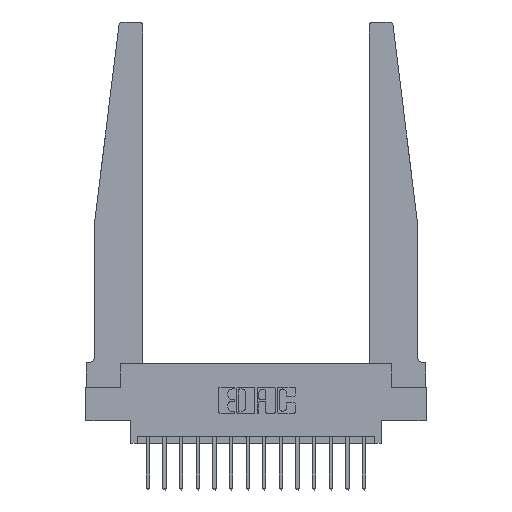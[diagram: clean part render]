
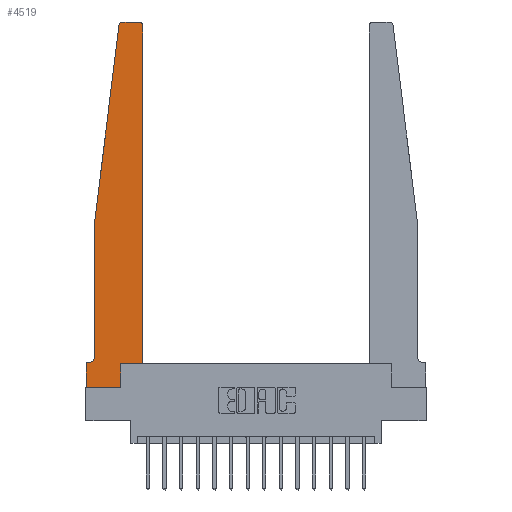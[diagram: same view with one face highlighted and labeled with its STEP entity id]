
A CAD part, top view. The second image highlights one B-rep face of the part: STEP entity #4519.
In plain terms, the highlighted planar face has unit normal (0, 0, 1).
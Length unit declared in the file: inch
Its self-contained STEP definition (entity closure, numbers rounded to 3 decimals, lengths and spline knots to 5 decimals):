
#65 = PLANE ( 'NONE',  #505 ) ;
#146 = CARTESIAN_POINT ( 'NONE',  ( 0.27653, 2.72, 0.37 ) ) ;
#252 = LINE ( 'NONE', #7813, #7156 ) ;
#261 = ORIENTED_EDGE ( 'NONE', *, *, #13553, .T. ) ;
#505 = AXIS2_PLACEMENT_3D ( 'NONE', #6934, #2830, #12486 ) ;
#546 = CARTESIAN_POINT ( 'NONE',  ( 0.27653, 2.75, 0.37 ) ) ;
#552 = LINE ( 'NONE', #6059, #14766 ) ;
#639 = VERTEX_POINT ( 'NONE', #15625 ) ;
#845 = EDGE_CURVE ( 'NONE', #1929, #16167, #13710, .T. ) ;
#850 = CARTESIAN_POINT ( 'NONE',  ( 0.065, 1.25, 0.37 ) ) ;
#852 = CARTESIAN_POINT ( 'NONE',  ( 0., 0., 0.37 ) ) ;
#943 = ORIENTED_EDGE ( 'NONE', *, *, #9186, .T. ) ;
#987 = VERTEX_POINT ( 'NONE', #3915 ) ;
#1254 = DIRECTION ( 'NONE',  ( 0., 1., 0. ) ) ;
#1531 = DIRECTION ( 'NONE',  ( 1., 0., 0. ) ) ;
#1642 = CARTESIAN_POINT ( 'NONE',  ( 0.2605, 0.18, 0.37 ) ) ;
#1707 = DIRECTION ( 'NONE',  ( 0., 0., 1. ) ) ;
#1929 = VERTEX_POINT ( 'NONE', #10347 ) ;
#2566 = VERTEX_POINT ( 'NONE', #1642 ) ;
#2830 = DIRECTION ( 'NONE',  ( 0., 0., 1. ) ) ;
#3431 = LINE ( 'NONE', #10885, #10340 ) ;
#3545 = CARTESIAN_POINT ( 'NONE',  ( 0.065, 1.25, 0.37 ) ) ;
#3632 = EDGE_CURVE ( 'NONE', #987, #2566, #252, .T. ) ;
#3790 = VECTOR ( 'NONE', #11421, 39.37008 ) ;
#3862 = CARTESIAN_POINT ( 'NONE',  ( 0.015, 0.2375, 0.37 ) ) ;
#3915 = CARTESIAN_POINT ( 'NONE',  ( 0.2605, 0., 0.37 ) ) ;
#4048 = CIRCLE ( 'NONE', #12829, 0.03 ) ;
#4221 = ORIENTED_EDGE ( 'NONE', *, *, #845, .T. ) ;
#4519 = ADVANCED_FACE ( 'NONE', ( #5625 ), #65, .T. ) ;
#4553 = VERTEX_POINT ( 'NONE', #9761 ) ;
#4561 = CARTESIAN_POINT ( 'NONE',  ( 0.425, 2.72, 0.37 ) ) ;
#4715 = LINE ( 'NONE', #850, #7932 ) ;
#5167 = EDGE_CURVE ( 'NONE', #14631, #10172, #3431, .T. ) ;
#5265 = DIRECTION ( 'NONE',  ( -1., 0., 0. ) ) ;
#5269 = CARTESIAN_POINT ( 'NONE',  ( 0.425, 0.18, 0.37 ) ) ;
#5298 = VERTEX_POINT ( 'NONE', #5719 ) ;
#5624 = ORIENTED_EDGE ( 'NONE', *, *, #8975, .T. ) ;
#5625 = FACE_OUTER_BOUND ( 'NONE', #15156, .T. ) ;
#5697 = VECTOR ( 'NONE', #10487, 39.37008 ) ;
#5719 = CARTESIAN_POINT ( 'NONE',  ( 0., 0.1875, 0.37 ) ) ;
#6059 = CARTESIAN_POINT ( 'NONE',  ( 0.065, 0.1875, 0.37 ) ) ;
#6435 = DIRECTION ( 'NONE',  ( 0., 1., 0. ) ) ;
#6526 = AXIS2_PLACEMENT_3D ( 'NONE', #3862, #13503, #5265 ) ;
#6934 = CARTESIAN_POINT ( 'NONE',  ( 0., 0.1875, 0.37 ) ) ;
#7156 = VECTOR ( 'NONE', #6435, 39.37008 ) ;
#7323 = ORIENTED_EDGE ( 'NONE', *, *, #14458, .T. ) ;
#7436 = LINE ( 'NONE', #5269, #13882 ) ;
#7813 = CARTESIAN_POINT ( 'NONE',  ( 0.2605, 0.18, 0.37 ) ) ;
#7932 = VECTOR ( 'NONE', #10483, 39.37008 ) ;
#8066 = CIRCLE ( 'NONE', #14732, 0.03 ) ;
#8090 = ORIENTED_EDGE ( 'NONE', *, *, #13115, .T. ) ;
#8975 = EDGE_CURVE ( 'NONE', #10172, #1929, #4048, .T. ) ;
#9186 = EDGE_CURVE ( 'NONE', #4553, #17688, #4715, .T. ) ;
#9339 = VECTOR ( 'NONE', #13187, 39.37008 ) ;
#9398 = CARTESIAN_POINT ( 'NONE',  ( 0.425, 0.18, 0.37 ) ) ;
#9761 = CARTESIAN_POINT ( 'NONE',  ( 0.24675, 2.72367, 0.37 ) ) ;
#9780 = DIRECTION ( 'NONE',  ( 0., 0., 1. ) ) ;
#9864 = ORIENTED_EDGE ( 'NONE', *, *, #3632, .T. ) ;
#9936 = CARTESIAN_POINT ( 'NONE',  ( 0.395, 2.72, 0.37 ) ) ;
#10154 = EDGE_CURVE ( 'NONE', #5298, #15618, #11570, .T. ) ;
#10172 = VERTEX_POINT ( 'NONE', #4561 ) ;
#10340 = VECTOR ( 'NONE', #1254, 39.37008 ) ;
#10347 = CARTESIAN_POINT ( 'NONE',  ( 0.395, 2.75, 0.37 ) ) ;
#10483 = DIRECTION ( 'NONE',  ( -0.122, -0.992, 0. ) ) ;
#10487 = DIRECTION ( 'NONE',  ( 1., 0., 0. ) ) ;
#10494 = DIRECTION ( 'NONE',  ( -1., 0., 0. ) ) ;
#10704 = ORIENTED_EDGE ( 'NONE', *, *, #12805, .T. ) ;
#10884 = ORIENTED_EDGE ( 'NONE', *, *, #11218, .T. ) ;
#10885 = CARTESIAN_POINT ( 'NONE',  ( 0.425, 0.18, 0.37 ) ) ;
#11034 = ORIENTED_EDGE ( 'NONE', *, *, #10154, .T. ) ;
#11170 = CARTESIAN_POINT ( 'NONE',  ( 0.015, 0.1875, 0.37 ) ) ;
#11218 = EDGE_CURVE ( 'NONE', #2566, #14631, #7436, .T. ) ;
#11342 = DIRECTION ( 'NONE',  ( 1., 0., 0. ) ) ;
#11421 = DIRECTION ( 'NONE',  ( 0., -1., 0. ) ) ;
#11570 = LINE ( 'NONE', #16911, #3790 ) ;
#11602 = DIRECTION ( 'NONE',  ( -1., 0., 0. ) ) ;
#11848 = EDGE_CURVE ( 'NONE', #15618, #987, #12589, .T. ) ;
#12486 = DIRECTION ( 'NONE',  ( 1., 0., 0. ) ) ;
#12569 = LINE ( 'NONE', #3545, #9339 ) ;
#12589 = LINE ( 'NONE', #852, #5697 ) ;
#12805 = EDGE_CURVE ( 'NONE', #16901, #5298, #552, .T. ) ;
#12829 = AXIS2_PLACEMENT_3D ( 'NONE', #9936, #1707, #11342 ) ;
#13115 = EDGE_CURVE ( 'NONE', #639, #16901, #14547, .T. ) ;
#13187 = DIRECTION ( 'NONE',  ( 0., -1., 0. ) ) ;
#13503 = DIRECTION ( 'NONE',  ( 0., 0., -1. ) ) ;
#13553 = EDGE_CURVE ( 'NONE', #16167, #4553, #8066, .T. ) ;
#13710 = LINE ( 'NONE', #17369, #17388 ) ;
#13882 = VECTOR ( 'NONE', #16292, 39.37008 ) ;
#14416 = CARTESIAN_POINT ( 'NONE',  ( 0., 0., 0.37 ) ) ;
#14458 = EDGE_CURVE ( 'NONE', #17688, #639, #12569, .T. ) ;
#14547 = CIRCLE ( 'NONE', #6526, 0.05 ) ;
#14631 = VERTEX_POINT ( 'NONE', #9398 ) ;
#14732 = AXIS2_PLACEMENT_3D ( 'NONE', #146, #9780, #1531 ) ;
#14766 = VECTOR ( 'NONE', #11602, 39.37008 ) ;
#15156 = EDGE_LOOP ( 'NONE', ( #4221, #261, #943, #7323, #8090, #10704, #11034, #15747, #9864, #10884, #16783, #5624 ) ) ;
#15618 = VERTEX_POINT ( 'NONE', #14416 ) ;
#15625 = CARTESIAN_POINT ( 'NONE',  ( 0.065, 0.2375, 0.37 ) ) ;
#15747 = ORIENTED_EDGE ( 'NONE', *, *, #11848, .T. ) ;
#16167 = VERTEX_POINT ( 'NONE', #546 ) ;
#16292 = DIRECTION ( 'NONE',  ( 1., 0., 0. ) ) ;
#16783 = ORIENTED_EDGE ( 'NONE', *, *, #5167, .T. ) ;
#16901 = VERTEX_POINT ( 'NONE', #11170 ) ;
#16911 = CARTESIAN_POINT ( 'NONE',  ( 0., 0., 0.37 ) ) ;
#17369 = CARTESIAN_POINT ( 'NONE',  ( 0.25, 2.75, 0.37 ) ) ;
#17388 = VECTOR ( 'NONE', #10494, 39.37008 ) ;
#17484 = CARTESIAN_POINT ( 'NONE',  ( 0.065, 1.25, 0.37 ) ) ;
#17688 = VERTEX_POINT ( 'NONE', #17484 ) ;
